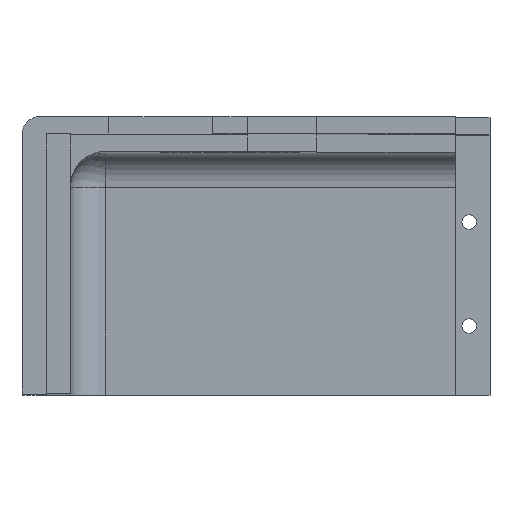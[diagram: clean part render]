
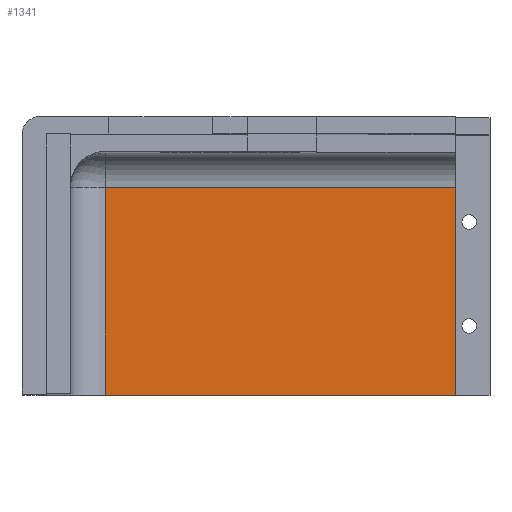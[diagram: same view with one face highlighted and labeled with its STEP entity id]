
A CAD part, top view. The second image highlights one B-rep face of the part: STEP entity #1341.
In plain terms, the highlighted planar face has unit normal (0, 0, 1).
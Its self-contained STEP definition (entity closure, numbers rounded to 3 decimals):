
#31=LINE('',#1980,#165);
#53=LINE('',#2059,#187);
#61=LINE('',#2088,#195);
#64=LINE('',#2092,#198);
#165=VECTOR('',#1598,10.);
#187=VECTOR('',#1680,10.);
#195=VECTOR('',#1714,10.);
#198=VECTOR('',#1719,10.);
#392=FACE_OUTER_BOUND('',#496,.T.);
#496=EDGE_LOOP('',(#1127,#1128,#1129,#1130));
#599=VERTEX_POINT('',#1977);
#600=VERTEX_POINT('',#1979);
#627=VERTEX_POINT('',#2057);
#632=VERTEX_POINT('',#2076);
#723=EDGE_CURVE('',#599,#600,#31,.T.);
#761=EDGE_CURVE('',#627,#599,#53,.T.);
#775=EDGE_CURVE('',#600,#632,#61,.T.);
#778=EDGE_CURVE('',#632,#627,#64,.T.);
#1127=ORIENTED_EDGE('',*,*,#775,.F.);
#1128=ORIENTED_EDGE('',*,*,#723,.F.);
#1129=ORIENTED_EDGE('',*,*,#761,.F.);
#1130=ORIENTED_EDGE('',*,*,#778,.F.);
#1269=PLANE('',#1490);
#1341=ADVANCED_FACE('',(#392),#1269,.T.);
#1490=AXIS2_PLACEMENT_3D('',#2217,#1825,#1826);
#1598=DIRECTION('',(-1.,0.,0.));
#1680=DIRECTION('',(0.,-1.,0.));
#1714=DIRECTION('',(0.,1.,0.));
#1719=DIRECTION('',(1.,0.,0.));
#1825=DIRECTION('center_axis',(0.,0.,1.));
#1826=DIRECTION('ref_axis',(-1.,0.,0.));
#1977=CARTESIAN_POINT('',(0.,-70.,-221.));
#1979=CARTESIAN_POINT('',(-101.,-70.,-221.));
#1980=CARTESIAN_POINT('',(0.,-70.,-221.));
#2057=CARTESIAN_POINT('',(0.,-10.,-221.));
#2059=CARTESIAN_POINT('',(0.,0.,-221.));
#2076=CARTESIAN_POINT('',(-101.,-10.,-221.));
#2088=CARTESIAN_POINT('',(-101.,0.,-221.));
#2092=CARTESIAN_POINT('',(-31.25,-10.,-221.));
#2217=CARTESIAN_POINT('Origin',(0.,0.,-221.));
